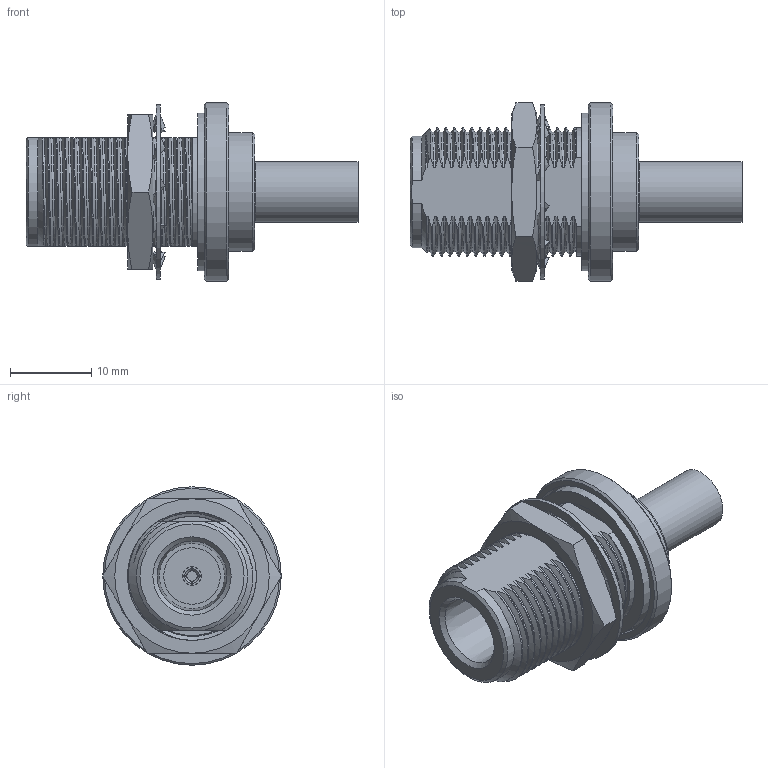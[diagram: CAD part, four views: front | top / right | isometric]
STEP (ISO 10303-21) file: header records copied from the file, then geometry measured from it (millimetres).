
FILE_DESCRIPTION (( 'STEP AP203' ), '1' );
FILE_NAME ('PE44529_3D.step', '2022-01-21T21:23:23', ( '' ), ( '' ), 'SwSTEP 2.0', 'SolidWorks 2021', '' );
FILE_SCHEMA (( 'CONFIG_CONTROL_DESIGN' ));
Products named in the file (1): PE44529_3D
Bounding box: 40.94 x 22 x 22 mm (x, y, z)
Volume: 5569.1 mm3; surface area: 5108.8 mm2
Topology: 5 solids, 5 shells, 303 faces, 874 edges, 589 vertices
Faces by surface type: bspline 154, cylinder 70, plane 52, cone 27
Full cylindrical faces by diameter (mm): 1.27 x1, 2.286 x1, 4.2 x1, 5.5 x1, 6.6 x1, 6.985 x1, 7.5 x1, 14.664 x1, 15.875 x1, 16.207 x1, 19.411 x1, 20.096 x1, 21.59 x1, 22 x1
Entity records: 83772 total; most frequent: CARTESIAN_POINT 77577, ORIENTED_EDGE 1698, EDGE_CURVE 849, DIRECTION 725, VERTEX_POINT 585, EDGE_LOOP 340, FACE_OUTER_BOUND 317, ADVANCED_FACE 303
